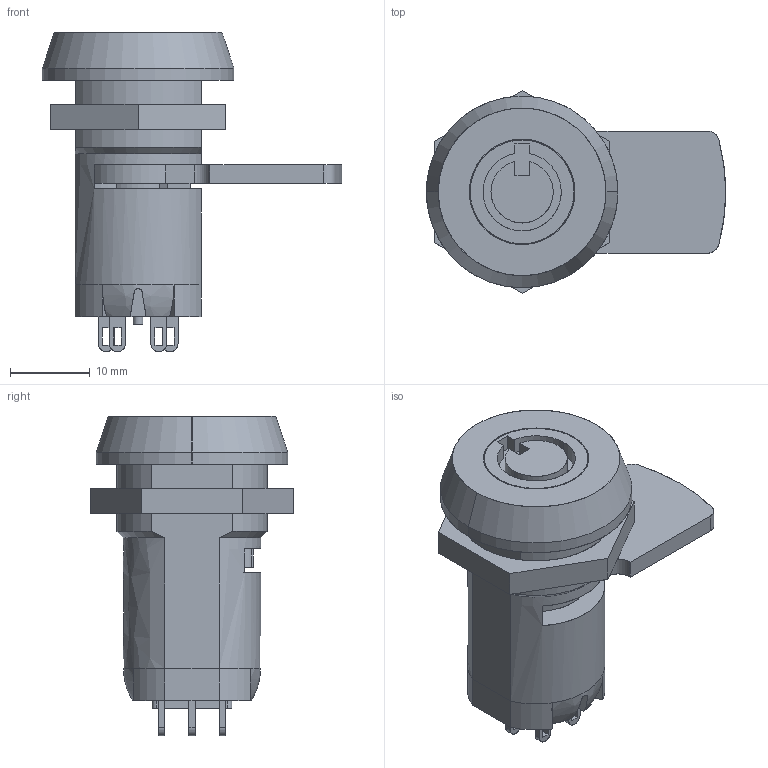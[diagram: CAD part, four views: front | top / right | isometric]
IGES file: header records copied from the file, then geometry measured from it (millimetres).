
Start section: SolidWorks IGES file using analytic representation for surfaces
Global section: file name: S-28-90-B-2.IGS; native system: SolidWorks 2006 by SolidWorks Corporation; preprocessor: SolidWorks 2006 by SolidWorks Corporation; author: 5sw; date: 070130.095726; units: millimetre
Bounding box: 37.5 x 25.4 x 40 mm (x, y, z)
Surface area: 6759 mm2 (no closed solid volume)
Topology: 0 solids, 0 shells, 184 faces, 1918 edges, 1918 vertices
Faces by surface type: bspline 120, revolution 64
